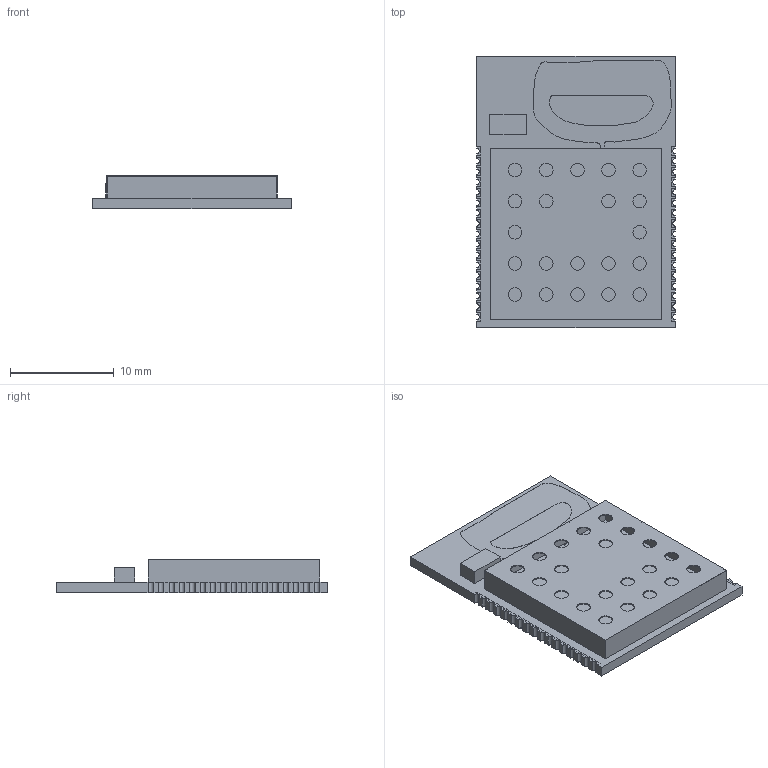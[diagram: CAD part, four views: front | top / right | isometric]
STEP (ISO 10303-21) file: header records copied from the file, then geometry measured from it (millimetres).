
FILE_DESCRIPTION(('FreeCAD Model'),'2;1');
FILE_NAME('DecaWave_DWM1001.step','2018-02-24T17:41:08',( 'kicad StepUp'),('ksu MCAD'),'Open CASCADE STEP processor 7.1', 'FreeCAD','Unknown');
FILE_SCHEMA(('AUTOMOTIVE_DESIGN_CC2 { 1 2 10303 214 -1 1 5 4 }'));
Length unit declared in the file: millimetre
Products named in the file (1): DecaWave_DWM1001
Bounding box: 19.13 x 26.12 x 3.21 mm (x, y, z)
Volume: 545.2 mm3; surface area: 1877.1 mm2
Topology: 1 solids, 1 shells, 390 faces, 1149 edges, 766 vertices
Faces by surface type: plane 331, cylinder 55, extrusion 4
Full cylindrical faces by diameter (mm): 1.3 x21
Entity records: 16151 total; most frequent: CARTESIAN_POINT 2832, ORIENTED_EDGE 2298, DIRECTION 2025, EDGE_CURVE 1149, VECTOR 1031, LINE 1027, VERTEX_POINT 766, AXIS2_PLACEMENT_3D 497
